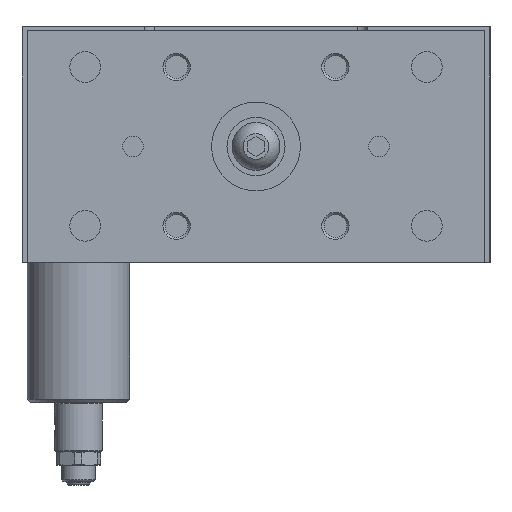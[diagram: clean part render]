
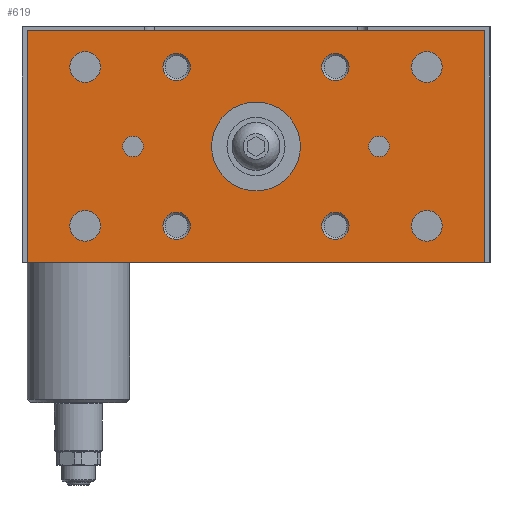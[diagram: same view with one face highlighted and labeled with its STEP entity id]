
A CAD part, left-side view. The second image highlights one B-rep face of the part: STEP entity #619.
In plain terms, the highlighted planar face has unit normal (-1, 0, 0).
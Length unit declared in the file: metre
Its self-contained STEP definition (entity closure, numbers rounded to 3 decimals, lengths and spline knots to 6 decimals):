
#619 = ADVANCED_FACE( '', ( #1649, #1650, #1651, #1652, #1653, #1654, #1655, #1656, #1657, #1658, #1659, #1660 ), #1661, .F. );
#1649 = FACE_BOUND( '', #3324, .T. );
#1650 = FACE_BOUND( '', #3325, .T. );
#1651 = FACE_BOUND( '', #3326, .T. );
#1652 = FACE_BOUND( '', #3327, .T. );
#1653 = FACE_BOUND( '', #3328, .T. );
#1654 = FACE_BOUND( '', #3329, .T. );
#1655 = FACE_BOUND( '', #3330, .T. );
#1656 = FACE_BOUND( '', #3331, .T. );
#1657 = FACE_BOUND( '', #3332, .T. );
#1658 = FACE_BOUND( '', #3333, .T. );
#1659 = FACE_BOUND( '', #3334, .T. );
#1660 = FACE_OUTER_BOUND( '', #3335, .T. );
#1661 = PLANE( '', #3336 );
#3324 = EDGE_LOOP( '', ( #5222 ) );
#3325 = EDGE_LOOP( '', ( #5223 ) );
#3326 = EDGE_LOOP( '', ( #5224 ) );
#3327 = EDGE_LOOP( '', ( #5225 ) );
#3328 = EDGE_LOOP( '', ( #5226 ) );
#3329 = EDGE_LOOP( '', ( #5227 ) );
#3330 = EDGE_LOOP( '', ( #5228 ) );
#3331 = EDGE_LOOP( '', ( #5229 ) );
#3332 = EDGE_LOOP( '', ( #5230 ) );
#3333 = EDGE_LOOP( '', ( #5231 ) );
#3334 = EDGE_LOOP( '', ( #5232 ) );
#3335 = EDGE_LOOP( '', ( #5233, #5234, #5235, #5236 ) );
#3336 = AXIS2_PLACEMENT_3D( '', #5237, #5238, #5239 );
#5222 = ORIENTED_EDGE( '', *, *, #8328, .T. );
#5223 = ORIENTED_EDGE( '', *, *, #8329, .T. );
#5224 = ORIENTED_EDGE( '', *, *, #8330, .F. );
#5225 = ORIENTED_EDGE( '', *, *, #8331, .F. );
#5226 = ORIENTED_EDGE( '', *, *, #8332, .T. );
#5227 = ORIENTED_EDGE( '', *, *, #8333, .F. );
#5228 = ORIENTED_EDGE( '', *, *, #8241, .T. );
#5229 = ORIENTED_EDGE( '', *, *, #8334, .T. );
#5230 = ORIENTED_EDGE( '', *, *, #8335, .F. );
#5231 = ORIENTED_EDGE( '', *, *, #8336, .F. );
#5232 = ORIENTED_EDGE( '', *, *, #8337, .T. );
#5233 = ORIENTED_EDGE( '', *, *, #8325, .T. );
#5234 = ORIENTED_EDGE( '', *, *, #8338, .T. );
#5235 = ORIENTED_EDGE( '', *, *, #8339, .T. );
#5236 = ORIENTED_EDGE( '', *, *, #8340, .T. );
#5237 = CARTESIAN_POINT( '', ( -0.027, -0.067, -0.069 ) );
#5238 = DIRECTION( '', ( 1., 0., 0. ) );
#5239 = DIRECTION( '', ( 0., 0., -1. ) );
#8241 = EDGE_CURVE( '', #9596, #9596, #9597, .T. );
#8325 = EDGE_CURVE( '', #9735, #9733, #9736, .T. );
#8328 = EDGE_CURVE( '', #9739, #9739, #9740, .T. );
#8329 = EDGE_CURVE( '', #9741, #9741, #9742, .T. );
#8330 = EDGE_CURVE( '', #9743, #9743, #9744, .T. );
#8331 = EDGE_CURVE( '', #9745, #9745, #9746, .T. );
#8332 = EDGE_CURVE( '', #9747, #9747, #9748, .T. );
#8333 = EDGE_CURVE( '', #9749, #9749, #9750, .T. );
#8334 = EDGE_CURVE( '', #9751, #9751, #9752, .T. );
#8335 = EDGE_CURVE( '', #9753, #9753, #9754, .T. );
#8336 = EDGE_CURVE( '', #9755, #9755, #9756, .T. );
#8337 = EDGE_CURVE( '', #9757, #9757, #9758, .T. );
#8338 = EDGE_CURVE( '', #9733, #9759, #9760, .T. );
#8339 = EDGE_CURVE( '', #9759, #9761, #9762, .T. );
#8340 = EDGE_CURVE( '', #9761, #9735, #9763, .T. );
#9596 = VERTEX_POINT( '', #11533 );
#9597 = CIRCLE( '', #11534, 0.003 );
#9733 = VERTEX_POINT( '', #11725 );
#9735 = VERTEX_POINT( '', #11728 );
#9736 = LINE( '', #11729, #11730 );
#9739 = VERTEX_POINT( '', #11734 );
#9740 = CIRCLE( '', #11735, 0.013 );
#9741 = VERTEX_POINT( '', #11736 );
#9742 = CIRCLE( '', #11737, 0.004 );
#9743 = VERTEX_POINT( '', #11738 );
#9744 = CIRCLE( '', #11739, 0.004 );
#9745 = VERTEX_POINT( '', #11740 );
#9746 = CIRCLE( '', #11741, 0.004 );
#9747 = VERTEX_POINT( '', #11742 );
#9748 = CIRCLE( '', #11743, 0.004 );
#9749 = VERTEX_POINT( '', #11744 );
#9750 = CIRCLE( '', #11745, 0.003 );
#9751 = VERTEX_POINT( '', #11746 );
#9752 = CIRCLE( '', #11747, 0.0045 );
#9753 = VERTEX_POINT( '', #11748 );
#9754 = CIRCLE( '', #11749, 0.0045 );
#9755 = VERTEX_POINT( '', #11750 );
#9756 = CIRCLE( '', #11751, 0.0045 );
#9757 = VERTEX_POINT( '', #11752 );
#9758 = CIRCLE( '', #11753, 0.0045 );
#9759 = VERTEX_POINT( '', #11754 );
#9760 = LINE( '', #11755, #11756 );
#9761 = VERTEX_POINT( '', #11757 );
#9762 = LINE( '', #11758, #11759 );
#9763 = LINE( '', #11760, #11761 );
#11533 = CARTESIAN_POINT( '', ( -0.027, 0.033, -0.035 ) );
#11534 = AXIS2_PLACEMENT_3D( '', #14309, #14310, #14311 );
#11725 = CARTESIAN_POINT( '', ( -0.027, -0.067, -0.001 ) );
#11728 = CARTESIAN_POINT( '', ( -0.027, -0.067, -0.069 ) );
#11729 = CARTESIAN_POINT( '', ( -0.027, -0.067, -0.069 ) );
#11730 = VECTOR( '', #14438, 1. );
#11734 = CARTESIAN_POINT( '', ( -0.027, -0.013, -0.035 ) );
#11735 = AXIS2_PLACEMENT_3D( '', #14440, #14441, #14442 );
#11736 = CARTESIAN_POINT( '', ( -0.027, -0.01925, -0.05825 ) );
#11737 = AXIS2_PLACEMENT_3D( '', #14443, #14444, #14445 );
#11738 = CARTESIAN_POINT( '', ( -0.027, 0.01925, -0.05825 ) );
#11739 = AXIS2_PLACEMENT_3D( '', #14446, #14447, #14448 );
#11740 = CARTESIAN_POINT( '', ( -0.027, -0.01925, -0.01175 ) );
#11741 = AXIS2_PLACEMENT_3D( '', #14449, #14450, #14451 );
#11742 = CARTESIAN_POINT( '', ( -0.027, 0.01925, -0.01175 ) );
#11743 = AXIS2_PLACEMENT_3D( '', #14452, #14453, #14454 );
#11744 = CARTESIAN_POINT( '', ( -0.027, -0.033, -0.035 ) );
#11745 = AXIS2_PLACEMENT_3D( '', #14455, #14456, #14457 );
#11746 = CARTESIAN_POINT( '', ( -0.027, -0.0545, -0.05825 ) );
#11747 = AXIS2_PLACEMENT_3D( '', #14458, #14459, #14460 );
#11748 = CARTESIAN_POINT( '', ( -0.027, 0.0545, -0.05825 ) );
#11749 = AXIS2_PLACEMENT_3D( '', #14461, #14462, #14463 );
#11750 = CARTESIAN_POINT( '', ( -0.027, -0.0545, -0.01175 ) );
#11751 = AXIS2_PLACEMENT_3D( '', #14464, #14465, #14466 );
#11752 = CARTESIAN_POINT( '', ( -0.027, 0.0545, -0.01175 ) );
#11753 = AXIS2_PLACEMENT_3D( '', #14467, #14468, #14469 );
#11754 = CARTESIAN_POINT( '', ( -0.027, 0.067, -0.001 ) );
#11755 = CARTESIAN_POINT( '', ( -0.027, -0.067, -0.001 ) );
#11756 = VECTOR( '', #14470, 1. );
#11757 = CARTESIAN_POINT( '', ( -0.027, 0.067, -0.069 ) );
#11758 = CARTESIAN_POINT( '', ( -0.027, 0.067, -0.001 ) );
#11759 = VECTOR( '', #14471, 1. );
#11760 = CARTESIAN_POINT( '', ( -0.027, 0.067, -0.069 ) );
#11761 = VECTOR( '', #14472, 1. );
#14309 = CARTESIAN_POINT( '', ( -0.027, 0.036, -0.035 ) );
#14310 = DIRECTION( '', ( 1., 0., 0. ) );
#14311 = DIRECTION( '', ( 0., -1., 0. ) );
#14438 = DIRECTION( '', ( 0., 0., 1. ) );
#14440 = CARTESIAN_POINT( '', ( -0.027, 0., -0.035 ) );
#14441 = DIRECTION( '', ( 1., 0., 0. ) );
#14442 = DIRECTION( '', ( 0., -1., 0. ) );
#14443 = CARTESIAN_POINT( '', ( -0.027, -0.02325, -0.05825 ) );
#14444 = DIRECTION( '', ( 1., 0., 0. ) );
#14445 = DIRECTION( '', ( 0., 1., 0. ) );
#14446 = CARTESIAN_POINT( '', ( -0.027, 0.02325, -0.05825 ) );
#14447 = DIRECTION( '', ( -1., 0., 0. ) );
#14448 = DIRECTION( '', ( 0., -1., 0. ) );
#14449 = CARTESIAN_POINT( '', ( -0.027, -0.02325, -0.01175 ) );
#14450 = DIRECTION( '', ( -1., 0., 0. ) );
#14451 = DIRECTION( '', ( 0., 1., 0. ) );
#14452 = CARTESIAN_POINT( '', ( -0.027, 0.02325, -0.01175 ) );
#14453 = DIRECTION( '', ( 1., 0., 0. ) );
#14454 = DIRECTION( '', ( 0., -1., 0. ) );
#14455 = CARTESIAN_POINT( '', ( -0.027, -0.036, -0.035 ) );
#14456 = DIRECTION( '', ( -1., 0., 0. ) );
#14457 = DIRECTION( '', ( 0., 1., 0. ) );
#14458 = CARTESIAN_POINT( '', ( -0.027, -0.05, -0.05825 ) );
#14459 = DIRECTION( '', ( 1., 0., 0. ) );
#14460 = DIRECTION( '', ( 0., -1., 0. ) );
#14461 = CARTESIAN_POINT( '', ( -0.027, 0.05, -0.05825 ) );
#14462 = DIRECTION( '', ( -1., 0., 0. ) );
#14463 = DIRECTION( '', ( 0., 1., 0. ) );
#14464 = CARTESIAN_POINT( '', ( -0.027, -0.05, -0.01175 ) );
#14465 = DIRECTION( '', ( -1., 0., 0. ) );
#14466 = DIRECTION( '', ( 0., -1., 0. ) );
#14467 = CARTESIAN_POINT( '', ( -0.027, 0.05, -0.01175 ) );
#14468 = DIRECTION( '', ( 1., 0., 0. ) );
#14469 = DIRECTION( '', ( 0., 1., 0. ) );
#14470 = DIRECTION( '', ( 0., 1., 0. ) );
#14471 = DIRECTION( '', ( 0., 0., -1. ) );
#14472 = DIRECTION( '', ( 0., -1., 0. ) );
